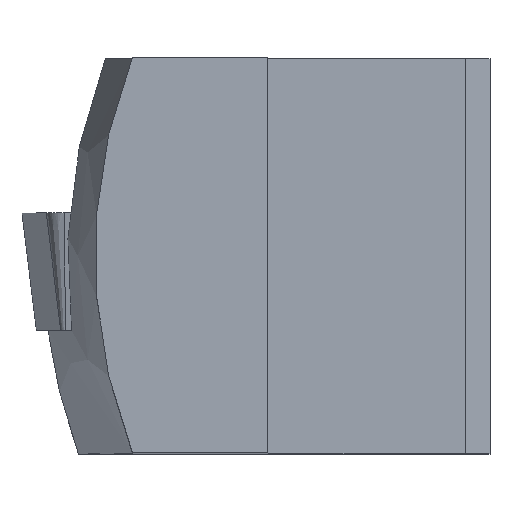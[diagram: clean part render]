
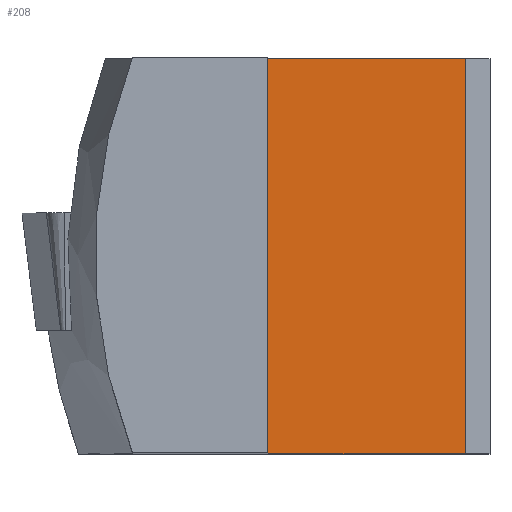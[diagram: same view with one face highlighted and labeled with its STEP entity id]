
A CAD part, top view. The second image highlights one B-rep face of the part: STEP entity #208.
In plain terms, the highlighted planar face has unit normal (0, 0, 1).
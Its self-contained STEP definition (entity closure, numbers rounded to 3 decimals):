
#208=ADVANCED_FACE('',(#277),#256,.T.);
#256=PLANE('',#981);
#277=FACE_OUTER_BOUND('',#313,.T.);
#313=EDGE_LOOP('',(#372,#373,#374,#375,#376));
#372=ORIENTED_EDGE('',*,*,#680,.F.);
#373=ORIENTED_EDGE('',*,*,#681,.T.);
#374=ORIENTED_EDGE('',*,*,#682,.F.);
#375=ORIENTED_EDGE('',*,*,#683,.F.);
#376=ORIENTED_EDGE('',*,*,#684,.F.);
#600=VERTEX_POINT('',#1316);
#601=VERTEX_POINT('',#1317);
#602=VERTEX_POINT('',#1319);
#603=VERTEX_POINT('',#1321);
#604=VERTEX_POINT('',#1323);
#680=EDGE_CURVE('',#600,#601,#794,.T.);
#681=EDGE_CURVE('',#600,#602,#795,.T.);
#682=EDGE_CURVE('',#603,#602,#796,.T.);
#683=EDGE_CURVE('',#604,#603,#797,.T.);
#684=EDGE_CURVE('',#601,#604,#798,.T.);
#794=LINE('',#1315,#857);
#795=LINE('',#1318,#858);
#796=LINE('',#1320,#859);
#797=LINE('',#1322,#860);
#798=LINE('',#1324,#861);
#857=VECTOR('',#1074,1.);
#858=VECTOR('',#1075,1.);
#859=VECTOR('',#1076,1.);
#860=VECTOR('',#1077,1.);
#861=VECTOR('',#1078,1.);
#981=AXIS2_PLACEMENT_3D('',#1325,#1079,#1080);
#1074=DIRECTION('',(-1.,0.,0.));
#1075=DIRECTION('',(0.,1.,0.));
#1076=DIRECTION('',(1.,0.,0.));
#1077=DIRECTION('',(0.,1.,0.));
#1078=DIRECTION('',(0.,1.,0.));
#1079=DIRECTION('',(0.,0.,1.));
#1080=DIRECTION('',(1.,0.,0.));
#1315=CARTESIAN_POINT('',(4.5,-4.,0.));
#1316=CARTESIAN_POINT('',(4.,-4.,0.));
#1317=CARTESIAN_POINT('',(0.,-4.,0.));
#1318=CARTESIAN_POINT('',(4.,-4.8,0.));
#1319=CARTESIAN_POINT('',(4.,4.,0.));
#1320=CARTESIAN_POINT('',(4.5,4.,0.));
#1321=CARTESIAN_POINT('',(0.,4.,0.));
#1322=CARTESIAN_POINT('',(0.,4.98,0.));
#1323=CARTESIAN_POINT('',(0.,3.3,0.));
#1324=CARTESIAN_POINT('',(0.,4.98,0.));
#1325=CARTESIAN_POINT('',(4.5,4.98,0.));
